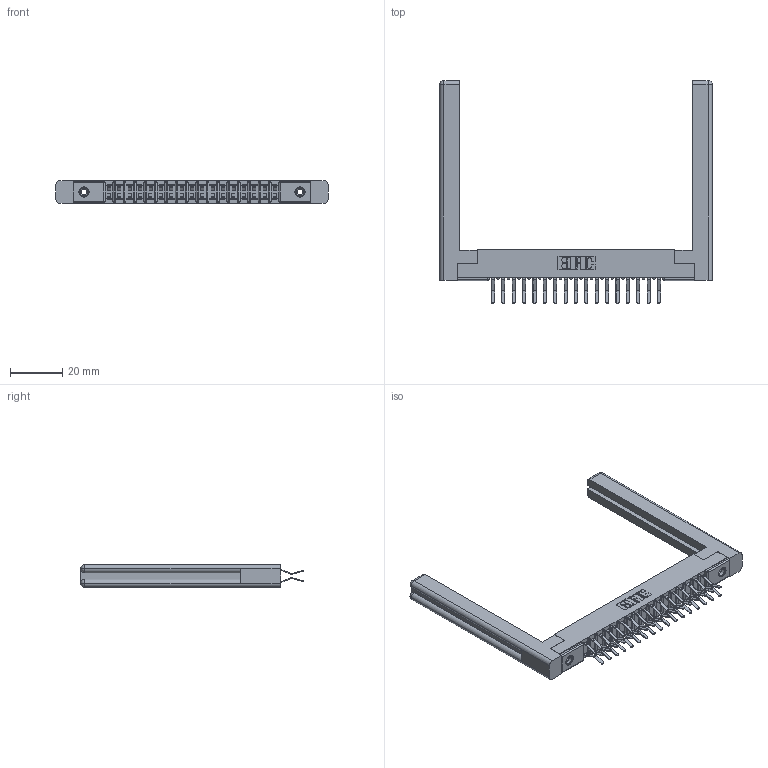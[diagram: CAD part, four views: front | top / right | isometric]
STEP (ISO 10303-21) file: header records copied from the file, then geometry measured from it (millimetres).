
FILE_DESCRIPTION (( 'STEP AP203' ), '1' );
FILE_NAME ('307-034-560-258.STEP', '2019-09-06T03:04:08', ( '' ), ( '' ), 'SwSTEP 2.0', 'SolidWorks 2016', '' );
FILE_SCHEMA (( 'CONFIG_CONTROL_DESIGN' ));
Length unit declared in the file: inch
Products named in the file (5): 307 Part_.156 Dia Mounting Holes; 307-034-560-258; 307-220-058; 307-290-001_560; 345-250-001_345-250-001-102
Assembly tree (39 placements, depth 2):
  307-034-560-258
    307 Part_.156 Dia Mounting Holes
    307-290-001_560  x34
    307-220-058  x2
    345-250-001_345-250-001-102  x2
Bounding box: 103.99 x 85.04 x 8.71 mm (x, y, z)
Volume: 14531.5 mm3; surface area: 17175.8 mm2
Topology: 39 solids, 39 shells, 1978 faces, 5505 edges, 3562 vertices
Faces by surface type: plane 1276, cylinder 642, sphere 36, torus 12, cone 12
Entity records: 20937 total; most frequent: CARTESIAN_POINT 3452, ORIENTED_EDGE 3360, DIRECTION 3350, EDGE_CURVE 1680, LINE 1274, VECTOR 1274, VERTEX_POINT 1086, AXIS2_PLACEMENT_3D 1038
